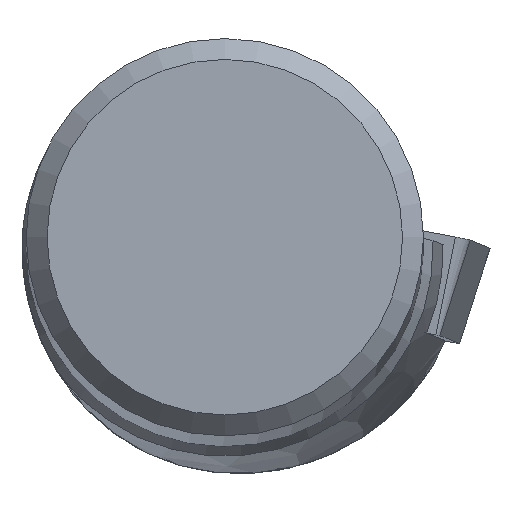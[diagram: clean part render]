
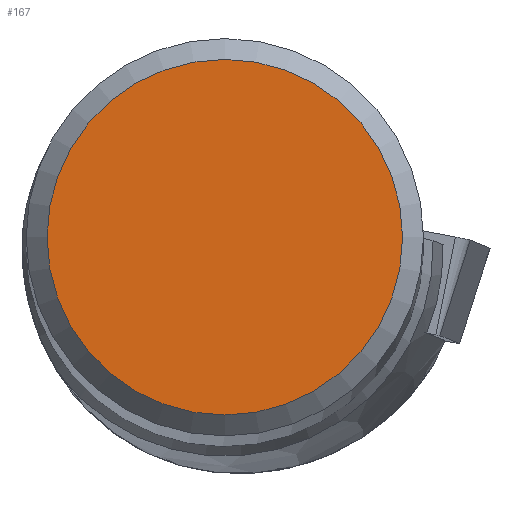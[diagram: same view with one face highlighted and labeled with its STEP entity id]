
A CAD part, top view. The second image highlights one B-rep face of the part: STEP entity #167.
In plain terms, the highlighted planar face has unit normal (0, 0, 1).
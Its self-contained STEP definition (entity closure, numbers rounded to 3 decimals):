
#135=FACE_OUTER_BOUND('',#318,.T.);
#167=ADVANCED_FACE('',(#135),#189,.T.);
#189=PLANE('',#790);
#318=EDGE_LOOP('',(#440));
#440=ORIENTED_EDGE('',*,*,#617,.F.);
#544=VERTEX_POINT('',#1303);
#617=EDGE_CURVE('',#544,#544,#654,.T.);
#654=CIRCLE('',#789,4.256);
#789=AXIS2_PLACEMENT_3D('',#1302,#936,#937);
#790=AXIS2_PLACEMENT_3D('',#1304,#938,#939);
#936=DIRECTION('',(0.,0.,-1.));
#937=DIRECTION('',(-1.,0.,0.));
#938=DIRECTION('',(0.,0.,1.));
#939=DIRECTION('',(-1.,0.,0.));
#1302=CARTESIAN_POINT('',(0.,0.,0.));
#1303=CARTESIAN_POINT('',(-4.256,0.,0.));
#1304=CARTESIAN_POINT('',(0.,0.,0.));
